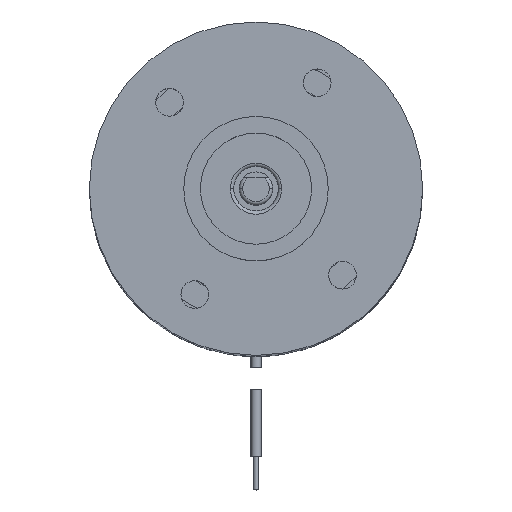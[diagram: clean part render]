
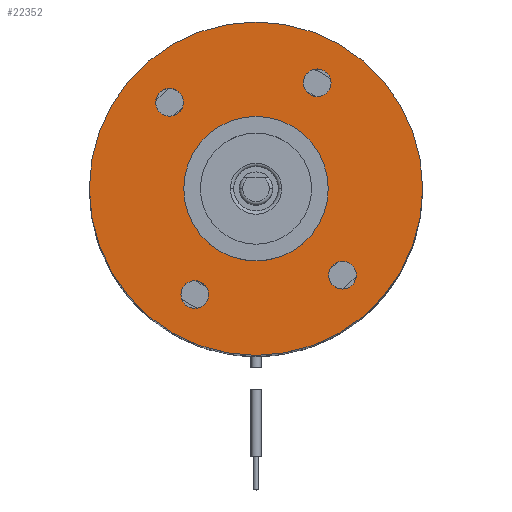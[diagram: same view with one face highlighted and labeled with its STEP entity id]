
A CAD part, top view. The second image highlights one B-rep face of the part: STEP entity #22352.
In plain terms, the highlighted planar face has unit normal (0, 0, 1).
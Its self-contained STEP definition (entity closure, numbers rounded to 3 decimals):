
#311 = PLANE ( 'NONE',  #55974 ) ;
#413 = EDGE_CURVE ( 'NONE', #57635, #12582, #14724, .T. ) ;
#553 = CARTESIAN_POINT ( 'NONE',  ( 0., 6.5, -2. ) ) ;
#564 = ORIENTED_EDGE ( 'NONE', *, *, #10691, .F. ) ;
#981 = AXIS2_PLACEMENT_3D ( 'NONE', #44225, #65588, #43972 ) ;
#989 = AXIS2_PLACEMENT_3D ( 'NONE', #15711, #53832, #43111 ) ;
#1006 = ORIENTED_EDGE ( 'NONE', *, *, #68801, .F. ) ;
#1252 = EDGE_CURVE ( 'NONE', #36681, #40785, #49679, .T. ) ;
#1390 = DIRECTION ( 'NONE',  ( 0., 0., 1. ) ) ;
#2521 = FACE_OUTER_BOUND ( 'NONE', #66158, .T. ) ;
#3018 = DIRECTION ( 'NONE',  ( 1., 0., 0. ) ) ;
#3248 = DIRECTION ( 'NONE',  ( 0., 0., 1. ) ) ;
#3297 = VERTEX_POINT ( 'NONE', #27784 ) ;
#3454 = EDGE_CURVE ( 'NONE', #40207, #68377, #17790, .T. ) ;
#3602 = EDGE_CURVE ( 'NONE', #68377, #40207, #54325, .T. ) ;
#6255 = CIRCLE ( 'NONE', #38135, 1.25 ) ;
#6276 = VERTEX_POINT ( 'NONE', #26390 ) ;
#6601 = VERTEX_POINT ( 'NONE', #66567 ) ;
#7319 = EDGE_CURVE ( 'NONE', #46040, #6276, #6255, .T. ) ;
#7353 = DIRECTION ( 'NONE',  ( 1., 0., 0. ) ) ;
#7607 = DIRECTION ( 'NONE',  ( 1., 0., 0. ) ) ;
#7648 = AXIS2_PLACEMENT_3D ( 'NONE', #50902, #38630, #42373 ) ;
#7989 = ORIENTED_EDGE ( 'NONE', *, *, #1252, .F. ) ;
#8138 = CARTESIAN_POINT ( 'NONE',  ( 15., 0., -2. ) ) ;
#10496 = CARTESIAN_POINT ( 'NONE',  ( 0., 0., -2. ) ) ;
#10691 = EDGE_CURVE ( 'NONE', #18800, #3297, #64112, .T. ) ;
#10738 = AXIS2_PLACEMENT_3D ( 'NONE', #13340, #49852, #7607 ) ;
#11503 = ORIENTED_EDGE ( 'NONE', *, *, #44311, .F. ) ;
#12158 = CARTESIAN_POINT ( 'NONE',  ( 0., 0., -2. ) ) ;
#12582 = VERTEX_POINT ( 'NONE', #40759 ) ;
#12835 = FACE_BOUND ( 'NONE', #23541, .T. ) ;
#13340 = CARTESIAN_POINT ( 'NONE',  ( 0., 0., -2. ) ) ;
#14724 = CIRCLE ( 'NONE', #37741, 6.5 ) ;
#15164 = CARTESIAN_POINT ( 'NONE',  ( -7.778, 7.778, -2. ) ) ;
#15350 = FACE_BOUND ( 'NONE', #19986, .T. ) ;
#15711 = CARTESIAN_POINT ( 'NONE',  ( 7.778, -7.778, -2. ) ) ;
#16827 = DIRECTION ( 'NONE',  ( -1., 0., 0. ) ) ;
#16974 = AXIS2_PLACEMENT_3D ( 'NONE', #46481, #3248, #3018 ) ;
#17790 = CIRCLE ( 'NONE', #30620, 1.25 ) ;
#17984 = FACE_BOUND ( 'NONE', #25691, .T. ) ;
#18800 = VERTEX_POINT ( 'NONE', #68751 ) ;
#19986 = EDGE_LOOP ( 'NONE', ( #564, #1006 ) ) ;
#20654 = DIRECTION ( 'NONE',  ( 1., 0., 0. ) ) ;
#22352 = ADVANCED_FACE ( 'NONE', ( #17984, #15350, #36683, #68986, #12835, #2521 ), #311, .F. ) ;
#22431 = DIRECTION ( 'NONE',  ( 1., 0., 0. ) ) ;
#23541 = EDGE_LOOP ( 'NONE', ( #69428, #60066 ) ) ;
#25691 = EDGE_LOOP ( 'NONE', ( #7989, #38002 ) ) ;
#25769 = DIRECTION ( 'NONE',  ( 0., 0., 1. ) ) ;
#26390 = CARTESIAN_POINT ( 'NONE',  ( 6.528, -7.778, -2. ) ) ;
#27656 = CARTESIAN_POINT ( 'NONE',  ( -5.5, -9.526, -2. ) ) ;
#27784 = CARTESIAN_POINT ( 'NONE',  ( 4.25, 9.526, -2. ) ) ;
#29451 = CIRCLE ( 'NONE', #981, 6.5 ) ;
#30155 = CIRCLE ( 'NONE', #48941, 15. ) ;
#30551 = CARTESIAN_POINT ( 'NONE',  ( 7.778, -7.778, -2. ) ) ;
#30620 = AXIS2_PLACEMENT_3D ( 'NONE', #34803, #39570, #7353 ) ;
#30719 = EDGE_CURVE ( 'NONE', #54058, #6601, #46212, .T. ) ;
#31172 = CARTESIAN_POINT ( 'NONE',  ( -9.028, 7.778, -2. ) ) ;
#34362 = DIRECTION ( 'NONE',  ( 1., 0., 0. ) ) ;
#34803 = CARTESIAN_POINT ( 'NONE',  ( -5.5, -9.526, -2. ) ) ;
#36027 = DIRECTION ( 'NONE',  ( 1., 0., 0. ) ) ;
#36554 = EDGE_CURVE ( 'NONE', #12582, #57635, #29451, .T. ) ;
#36681 = VERTEX_POINT ( 'NONE', #40129 ) ;
#36683 = FACE_BOUND ( 'NONE', #67512, .T. ) ;
#37741 = AXIS2_PLACEMENT_3D ( 'NONE', #12158, #1390, #61888 ) ;
#38002 = ORIENTED_EDGE ( 'NONE', *, *, #42951, .F. ) ;
#38135 = AXIS2_PLACEMENT_3D ( 'NONE', #30551, #25769, #36027 ) ;
#38285 = DIRECTION ( 'NONE',  ( 0., 0., -1. ) ) ;
#38630 = DIRECTION ( 'NONE',  ( 0., 0., 1. ) ) ;
#39570 = DIRECTION ( 'NONE',  ( 0., 0., 1. ) ) ;
#40129 = CARTESIAN_POINT ( 'NONE',  ( -6.528, 7.778, -2. ) ) ;
#40207 = VERTEX_POINT ( 'NONE', #68794 ) ;
#40759 = CARTESIAN_POINT ( 'NONE',  ( 6.5, 0., -2. ) ) ;
#40785 = VERTEX_POINT ( 'NONE', #31172 ) ;
#42373 = DIRECTION ( 'NONE',  ( 1., 0., 0. ) ) ;
#42375 = CARTESIAN_POINT ( 'NONE',  ( -6.5, 0., -2. ) ) ;
#42520 = AXIS2_PLACEMENT_3D ( 'NONE', #27656, #49636, #22431 ) ;
#42951 = EDGE_CURVE ( 'NONE', #40785, #36681, #46129, .T. ) ;
#43111 = DIRECTION ( 'NONE',  ( 1., 0., 0. ) ) ;
#43972 = DIRECTION ( 'NONE',  ( 1., 0., 0. ) ) ;
#44026 = ORIENTED_EDGE ( 'NONE', *, *, #3602, .F. ) ;
#44225 = CARTESIAN_POINT ( 'NONE',  ( 0., 0., -2. ) ) ;
#44311 = EDGE_CURVE ( 'NONE', #6276, #46040, #45122, .T. ) ;
#45122 = CIRCLE ( 'NONE', #989, 1.25 ) ;
#46040 = VERTEX_POINT ( 'NONE', #64176 ) ;
#46129 = CIRCLE ( 'NONE', #57982, 1.25 ) ;
#46212 = CIRCLE ( 'NONE', #10738, 15. ) ;
#46214 = AXIS2_PLACEMENT_3D ( 'NONE', #49904, #66690, #34362 ) ;
#46481 = CARTESIAN_POINT ( 'NONE',  ( 5.5, 9.526, -2. ) ) ;
#47552 = CIRCLE ( 'NONE', #46214, 1.25 ) ;
#48941 = AXIS2_PLACEMENT_3D ( 'NONE', #10496, #70667, #66653 ) ;
#49636 = DIRECTION ( 'NONE',  ( 0., 0., 1. ) ) ;
#49679 = CIRCLE ( 'NONE', #7648, 1.25 ) ;
#49852 = DIRECTION ( 'NONE',  ( 0., 0., 1. ) ) ;
#49904 = CARTESIAN_POINT ( 'NONE',  ( 5.5, 9.526, -2. ) ) ;
#50902 = CARTESIAN_POINT ( 'NONE',  ( -7.778, 7.778, -2. ) ) ;
#53296 = DIRECTION ( 'NONE',  ( 0., 0., 1. ) ) ;
#53832 = DIRECTION ( 'NONE',  ( 0., 0., 1. ) ) ;
#54058 = VERTEX_POINT ( 'NONE', #8138 ) ;
#54325 = CIRCLE ( 'NONE', #42520, 1.25 ) ;
#55151 = CARTESIAN_POINT ( 'NONE',  ( -6.75, -9.526, -2. ) ) ;
#55974 = AXIS2_PLACEMENT_3D ( 'NONE', #553, #38285, #16827 ) ;
#57635 = VERTEX_POINT ( 'NONE', #42375 ) ;
#57982 = AXIS2_PLACEMENT_3D ( 'NONE', #15164, #53296, #20654 ) ;
#60066 = ORIENTED_EDGE ( 'NONE', *, *, #413, .F. ) ;
#60684 = ORIENTED_EDGE ( 'NONE', *, *, #7319, .F. ) ;
#61399 = EDGE_CURVE ( 'NONE', #6601, #54058, #30155, .T. ) ;
#61888 = DIRECTION ( 'NONE',  ( 1., 0., 0. ) ) ;
#62433 = ORIENTED_EDGE ( 'NONE', *, *, #3454, .F. ) ;
#64112 = CIRCLE ( 'NONE', #16974, 1.25 ) ;
#64176 = CARTESIAN_POINT ( 'NONE',  ( 9.028, -7.778, -2. ) ) ;
#65588 = DIRECTION ( 'NONE',  ( 0., 0., 1. ) ) ;
#66158 = EDGE_LOOP ( 'NONE', ( #70613, #67846 ) ) ;
#66567 = CARTESIAN_POINT ( 'NONE',  ( -15., 0., -2. ) ) ;
#66653 = DIRECTION ( 'NONE',  ( 1., 0., 0. ) ) ;
#66690 = DIRECTION ( 'NONE',  ( 0., 0., 1. ) ) ;
#67512 = EDGE_LOOP ( 'NONE', ( #60684, #11503 ) ) ;
#67846 = ORIENTED_EDGE ( 'NONE', *, *, #61399, .T. ) ;
#68377 = VERTEX_POINT ( 'NONE', #55151 ) ;
#68749 = EDGE_LOOP ( 'NONE', ( #62433, #44026 ) ) ;
#68751 = CARTESIAN_POINT ( 'NONE',  ( 6.75, 9.526, -2. ) ) ;
#68794 = CARTESIAN_POINT ( 'NONE',  ( -4.25, -9.526, -2. ) ) ;
#68801 = EDGE_CURVE ( 'NONE', #3297, #18800, #47552, .T. ) ;
#68986 = FACE_BOUND ( 'NONE', #68749, .T. ) ;
#69428 = ORIENTED_EDGE ( 'NONE', *, *, #36554, .F. ) ;
#70613 = ORIENTED_EDGE ( 'NONE', *, *, #30719, .T. ) ;
#70667 = DIRECTION ( 'NONE',  ( 0., 0., 1. ) ) ;
